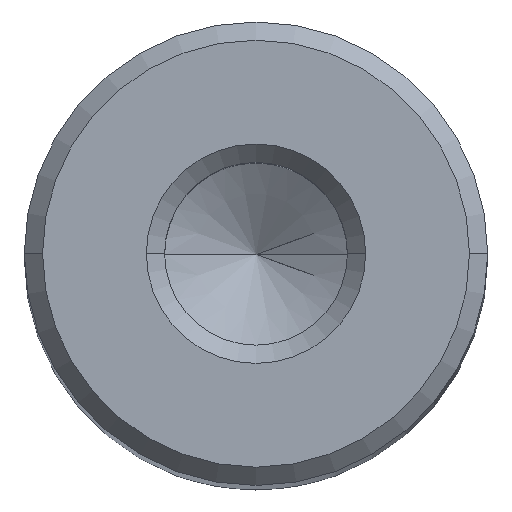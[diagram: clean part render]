
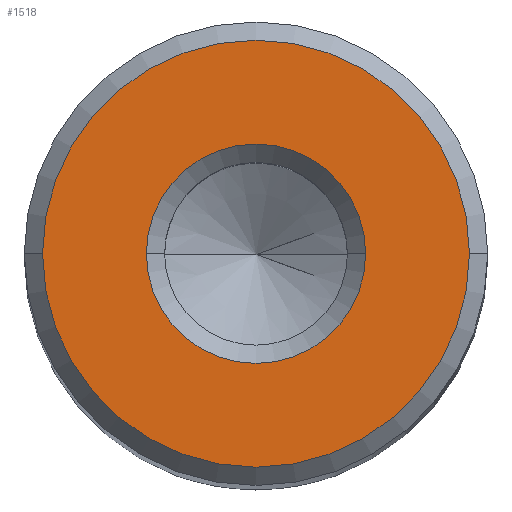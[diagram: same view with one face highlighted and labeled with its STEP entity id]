
A CAD part, top view. The second image highlights one B-rep face of the part: STEP entity #1518.
In plain terms, the highlighted planar face has unit normal (0, 0, 1).
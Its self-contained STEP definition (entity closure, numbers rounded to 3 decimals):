
#81 = ORIENTED_EDGE ( 'NONE', *, *, #3836, .T. ) ;
#236 = AXIS2_PLACEMENT_3D ( 'NONE', #3100, #3982, #2152 ) ;
#368 = DIRECTION ( 'NONE',  ( 0., 0., 1. ) ) ;
#442 = CARTESIAN_POINT ( 'NONE',  ( 0., 0., 75. ) ) ;
#808 = CARTESIAN_POINT ( 'NONE',  ( 0., 0., 75. ) ) ;
#1134 = AXIS2_PLACEMENT_3D ( 'NONE', #442, #368, #1366 ) ;
#1209 = CIRCLE ( 'NONE', #2210, 3. ) ;
#1366 = DIRECTION ( 'NONE',  ( 1., 0., 0. ) ) ;
#1372 = DIRECTION ( 'NONE',  ( 1., 0., 0. ) ) ;
#1518 = ADVANCED_FACE ( 'NONE', ( #1883, #2872 ), #2893, .T. ) ;
#1521 = CIRCLE ( 'NONE', #3762, 5.84 ) ;
#1669 = DIRECTION ( 'NONE',  ( 0., 0., -1. ) ) ;
#1849 = ORIENTED_EDGE ( 'NONE', *, *, #2144, .T. ) ;
#1883 = FACE_BOUND ( 'NONE', #3615, .T. ) ;
#1924 = AXIS2_PLACEMENT_3D ( 'NONE', #3523, #1669, #2283 ) ;
#1933 = DIRECTION ( 'NONE',  ( 1., 0., 0. ) ) ;
#1994 = CARTESIAN_POINT ( 'NONE',  ( -3., 0., 75. ) ) ;
#2144 = EDGE_CURVE ( 'NONE', #2943, #2756, #3355, .T. ) ;
#2152 = DIRECTION ( 'NONE',  ( 1., 0., 0. ) ) ;
#2210 = AXIS2_PLACEMENT_3D ( 'NONE', #808, #2941, #1372 ) ;
#2252 = CARTESIAN_POINT ( 'NONE',  ( 0., 0., 75. ) ) ;
#2283 = DIRECTION ( 'NONE',  ( 1., 0., 0. ) ) ;
#2484 = ORIENTED_EDGE ( 'NONE', *, *, #2742, .T. ) ;
#2681 = ORIENTED_EDGE ( 'NONE', *, *, #3479, .T. ) ;
#2742 = EDGE_CURVE ( 'NONE', #2895, #3607, #1521, .T. ) ;
#2756 = VERTEX_POINT ( 'NONE', #1994 ) ;
#2872 = FACE_OUTER_BOUND ( 'NONE', #3573, .T. ) ;
#2893 = PLANE ( 'NONE',  #1134 ) ;
#2895 = VERTEX_POINT ( 'NONE', #2993 ) ;
#2941 = DIRECTION ( 'NONE',  ( 0., 0., -1. ) ) ;
#2943 = VERTEX_POINT ( 'NONE', #3736 ) ;
#2993 = CARTESIAN_POINT ( 'NONE',  ( -5.84, 0., 75. ) ) ;
#3044 = CARTESIAN_POINT ( 'NONE',  ( 5.84, 0., 75. ) ) ;
#3100 = CARTESIAN_POINT ( 'NONE',  ( 0., 0., 75. ) ) ;
#3118 = CIRCLE ( 'NONE', #236, 5.84 ) ;
#3355 = CIRCLE ( 'NONE', #1924, 3. ) ;
#3479 = EDGE_CURVE ( 'NONE', #3607, #2895, #3118, .T. ) ;
#3523 = CARTESIAN_POINT ( 'NONE',  ( 0., 0., 75. ) ) ;
#3573 = EDGE_LOOP ( 'NONE', ( #2484, #2681 ) ) ;
#3607 = VERTEX_POINT ( 'NONE', #3044 ) ;
#3615 = EDGE_LOOP ( 'NONE', ( #1849, #81 ) ) ;
#3736 = CARTESIAN_POINT ( 'NONE',  ( 3., 0., 75. ) ) ;
#3762 = AXIS2_PLACEMENT_3D ( 'NONE', #2252, #3834, #1933 ) ;
#3834 = DIRECTION ( 'NONE',  ( 0., 0., 1. ) ) ;
#3836 = EDGE_CURVE ( 'NONE', #2756, #2943, #1209, .T. ) ;
#3982 = DIRECTION ( 'NONE',  ( 0., 0., 1. ) ) ;
